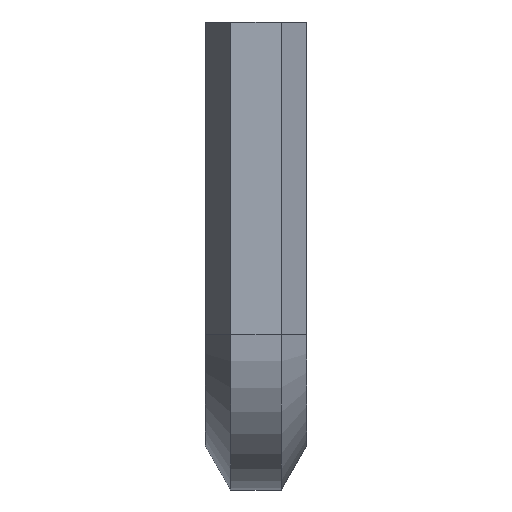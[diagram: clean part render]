
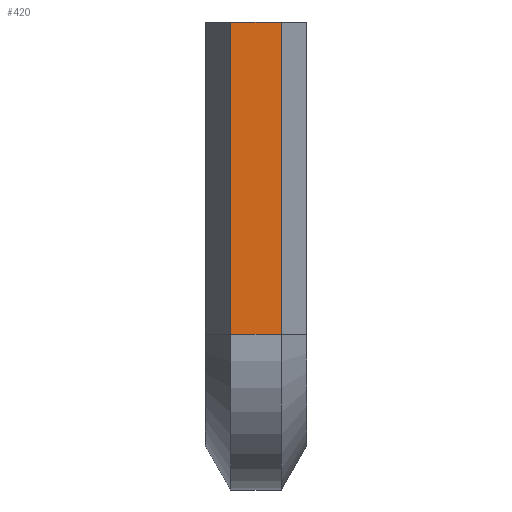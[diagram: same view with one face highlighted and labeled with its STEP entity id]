
A CAD part, front view. The second image highlights one B-rep face of the part: STEP entity #420.
In plain terms, the highlighted planar face has unit normal (0, -1, 0).
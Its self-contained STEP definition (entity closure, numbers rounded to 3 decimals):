
#12 = DIRECTION ( 'NONE',  ( 1., 0., 0. ) ) ;
#28 = EDGE_CURVE ( 'NONE', #336, #573, #424, .T. ) ;
#71 = VECTOR ( 'NONE', #12, 1000. ) ;
#107 = ORIENTED_EDGE ( 'NONE', *, *, #349, .T. ) ;
#109 = CARTESIAN_POINT ( 'NONE',  ( 2.281, -3.95, 0. ) ) ;
#130 = CARTESIAN_POINT ( 'NONE',  ( -2.281, -3.95, -28. ) ) ;
#155 = FACE_OUTER_BOUND ( 'NONE', #200, .T. ) ;
#185 = AXIS2_PLACEMENT_3D ( 'NONE', #542, #195, #539 ) ;
#188 = DIRECTION ( 'NONE',  ( 0., 0., 1. ) ) ;
#195 = DIRECTION ( 'NONE',  ( 0., -1., 0. ) ) ;
#196 = VECTOR ( 'NONE', #188, 1000. ) ;
#200 = EDGE_LOOP ( 'NONE', ( #242, #314, #107, #351 ) ) ;
#242 = ORIENTED_EDGE ( 'NONE', *, *, #462, .F. ) ;
#249 = DIRECTION ( 'NONE',  ( 1., 0., 0. ) ) ;
#267 = LINE ( 'NONE', #331, #196 ) ;
#272 = DIRECTION ( 'NONE',  ( 0., 0., 1. ) ) ;
#295 = CARTESIAN_POINT ( 'NONE',  ( -2.281, -3.95, 0. ) ) ;
#314 = ORIENTED_EDGE ( 'NONE', *, *, #28, .F. ) ;
#331 = CARTESIAN_POINT ( 'NONE',  ( 2.281, -3.95, -28. ) ) ;
#336 = VERTEX_POINT ( 'NONE', #386 ) ;
#338 = CARTESIAN_POINT ( 'NONE',  ( 2.281, -3.95, -28. ) ) ;
#345 = CARTESIAN_POINT ( 'NONE',  ( -2.281, -3.95, 0. ) ) ;
#348 = LINE ( 'NONE', #295, #464 ) ;
#349 = EDGE_CURVE ( 'NONE', #336, #431, #396, .T. ) ;
#351 = ORIENTED_EDGE ( 'NONE', *, *, #358, .T. ) ;
#358 = EDGE_CURVE ( 'NONE', #431, #485, #267, .T. ) ;
#386 = CARTESIAN_POINT ( 'NONE',  ( -2.281, -3.95, -28. ) ) ;
#388 = CARTESIAN_POINT ( 'NONE',  ( -2.281, -3.95, -28. ) ) ;
#396 = LINE ( 'NONE', #388, #71 ) ;
#420 = ADVANCED_FACE ( 'NONE', ( #155 ), #490, .T. ) ;
#424 = LINE ( 'NONE', #130, #465 ) ;
#431 = VERTEX_POINT ( 'NONE', #338 ) ;
#462 = EDGE_CURVE ( 'NONE', #573, #485, #348, .T. ) ;
#464 = VECTOR ( 'NONE', #249, 1000. ) ;
#465 = VECTOR ( 'NONE', #272, 1000. ) ;
#485 = VERTEX_POINT ( 'NONE', #109 ) ;
#490 = PLANE ( 'NONE',  #185 ) ;
#539 = DIRECTION ( 'NONE',  ( 0., 0., -1. ) ) ;
#542 = CARTESIAN_POINT ( 'NONE',  ( -2.281, -3.95, -28. ) ) ;
#573 = VERTEX_POINT ( 'NONE', #345 ) ;
